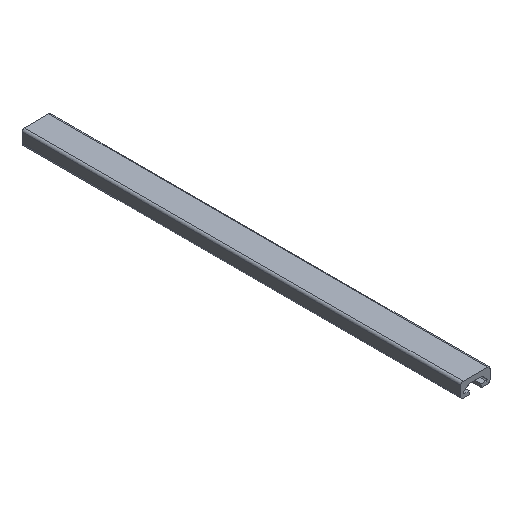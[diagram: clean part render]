
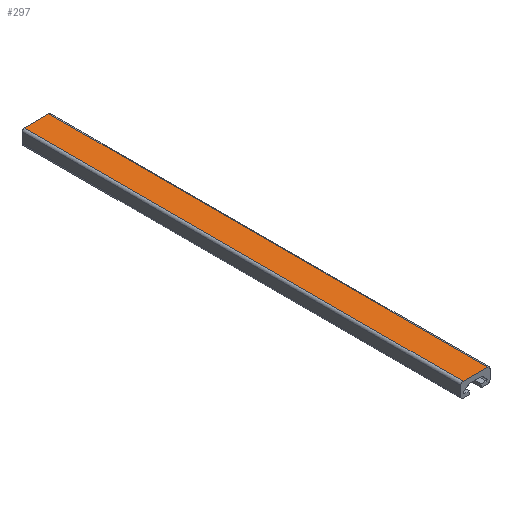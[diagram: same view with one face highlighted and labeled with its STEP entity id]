
A CAD part, isometric view. The second image highlights one B-rep face of the part: STEP entity #297.
In plain terms, the highlighted face is planar.
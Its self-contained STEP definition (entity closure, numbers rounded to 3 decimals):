
#31 = VERTEX_POINT ( 'NONE', #235 ) ;
#33 = VERTEX_POINT ( 'NONE', #201 ) ;
#41 = VERTEX_POINT ( 'NONE', #231 ) ;
#42 = VERTEX_POINT ( 'NONE', #214 ) ;
#59 = EDGE_LOOP ( 'NONE', ( #85, #79, #82, #87 ) ) ;
#79 = ORIENTED_EDGE ( 'NONE', *, *, #329, .F. ) ;
#82 = ORIENTED_EDGE ( 'NONE', *, *, #330, .T. ) ;
#85 = ORIENTED_EDGE ( 'NONE', *, *, #338, .F. ) ;
#87 = ORIENTED_EDGE ( 'NONE', *, *, #359, .T. ) ;
#201 = CARTESIAN_POINT ( 'NONE',  ( -8.4, 5., -300. ) ) ;
#214 = CARTESIAN_POINT ( 'NONE',  ( 8.4, 5., 0. ) ) ;
#231 = CARTESIAN_POINT ( 'NONE',  ( -8.4, 5., 0. ) ) ;
#235 = CARTESIAN_POINT ( 'NONE',  ( 8.4, 5., -300. ) ) ;
#240 = CARTESIAN_POINT ( 'NONE',  ( 8.4, 5., -300. ) ) ;
#249 = FACE_OUTER_BOUND ( 'NONE', #59, .T. ) ;
#251 = DIRECTION ( 'NONE',  ( 0., 1., 0. ) ) ;
#263 = PLANE ( 'NONE',  #733 ) ;
#269 = DIRECTION ( 'NONE',  ( -1., 0., 0. ) ) ;
#297 = ADVANCED_FACE ( 'PLANAR_0', ( #249 ), #263, .T. ) ;
#329 = EDGE_CURVE ( 'NONE', #31, #42, #581, .T. ) ;
#330 = EDGE_CURVE ( 'NONE', #31, #33, #574, .T. ) ;
#338 = EDGE_CURVE ( 'NONE', #42, #41, #607, .T. ) ;
#359 = EDGE_CURVE ( 'NONE', #33, #41, #664, .T. ) ;
#568 = DIRECTION ( 'NONE',  ( 0., 0., 1. ) ) ;
#570 = CARTESIAN_POINT ( 'NONE',  ( 8.4, 5., -300. ) ) ;
#574 = LINE ( 'NONE', #570, #701 ) ;
#575 = CARTESIAN_POINT ( 'NONE',  ( 8.4, 5., -300. ) ) ;
#581 = LINE ( 'NONE', #575, #730 ) ;
#588 = DIRECTION ( 'NONE',  ( -1., 0., 0. ) ) ;
#607 = LINE ( 'NONE', #608, #740 ) ;
#608 = CARTESIAN_POINT ( 'NONE',  ( 8.4, 5., 0. ) ) ;
#609 = DIRECTION ( 'NONE',  ( -1., 0., 0. ) ) ;
#654 = CARTESIAN_POINT ( 'NONE',  ( -8.4, 5., -300. ) ) ;
#664 = LINE ( 'NONE', #654, #770 ) ;
#669 = DIRECTION ( 'NONE',  ( 0., 0., 1. ) ) ;
#701 = VECTOR ( 'NONE', #588, 1000. ) ;
#730 = VECTOR ( 'NONE', #568, 1000. ) ;
#733 = AXIS2_PLACEMENT_3D ( 'NONE', #240, #251, #269 ) ;
#740 = VECTOR ( 'NONE', #609, 1000. ) ;
#770 = VECTOR ( 'NONE', #669, 1000. ) ;
